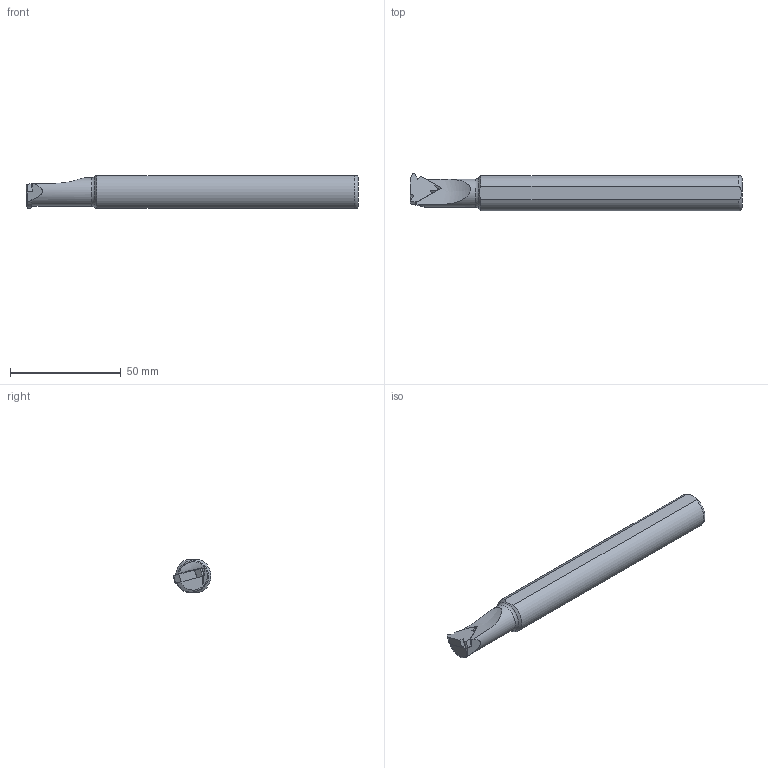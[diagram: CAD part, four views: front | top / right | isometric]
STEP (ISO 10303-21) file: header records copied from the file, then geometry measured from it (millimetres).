
FILE_DESCRIPTION(/* description */ (''),/* implementation_level */ '2;1');
FILE_NAME(/* name */ 'SIL-S16x13M-16.stp',/* time_stamp */ '2023-10-20T08:53:47+03:00',/* author */ (''),/* organization */ (''),/* preprocessor_version */ 'ST-DEVELOPER v19.4',/* originating_system */ 'SIEMENS PLM Software NX2306.3001',/* authorisation */ '');
FILE_SCHEMA (('AUTOMOTIVE_DESIGN { 1 0 10303 214 3 1 1 1 }'));
Length unit declared in the file: millimetre
Products named in the file (1): model5
Bounding box: 150 x 17.09 x 14.8 mm (x, y, z)
Volume: 26526.7 mm3; surface area: 7785.1 mm2
Topology: 2 solids, 2 shells, 37 faces, 97 edges, 64 vertices
Faces by surface type: plane 22, cylinder 10, torus 2, revolution 1, bspline 1, cone 1
Full cylindrical faces by diameter (mm): 12.8 x1
Entity records: 1759 total; most frequent: CARTESIAN_POINT 607, ORIENTED_EDGE 180, DIRECTION 167, EDGE_CURVE 90, VERTEX_POINT 61, AXIS2_PLACEMENT_3D 57, LINE 52, VECTOR 52
